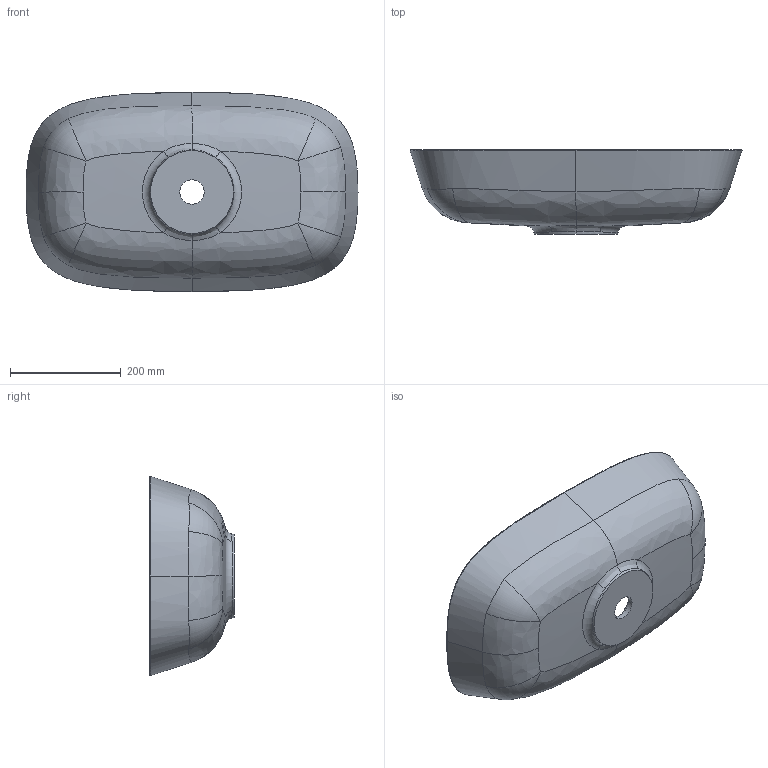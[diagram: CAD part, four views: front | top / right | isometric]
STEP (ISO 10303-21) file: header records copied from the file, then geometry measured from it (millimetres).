
FILE_DESCRIPTION (( 'STEP AP203' ), '1' );
FILE_NAME ('6301330610.STEP', '2020-12-16T22:27:49', ( '' ), ( '' ), 'SwSTEP 2.0', 'SolidWorks 2019', '' );
FILE_SCHEMA (( 'CONFIG_CONTROL_DESIGN' ));
Length unit declared in the file: millimetre
Products named in the file (1): 6301330610
Bounding box: 600.1 x 152 x 360.1 mm (x, y, z)
Volume: 3311293 mm3; surface area: 611855 mm2
Topology: 1 solids, 1 shells, 68 faces, 160 edges, 86 vertices
Faces by surface type: bspline 52, cone 8, torus 4, cylinder 2, plane 2
Entity records: 28415 total; most frequent: CARTESIAN_POINT 27213, ORIENTED_EDGE 304, EDGE_CURVE 152, DIRECTION 118, B_SPLINE_CURVE_WITH_KNOTS 104, VERTEX_POINT 86, EDGE_LOOP 70, ADVANCED_FACE 68
